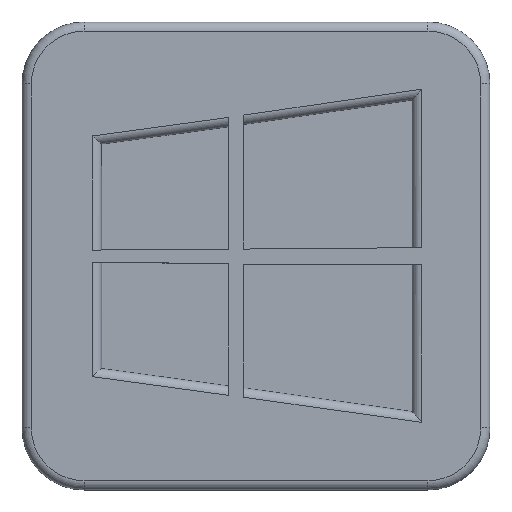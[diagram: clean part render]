
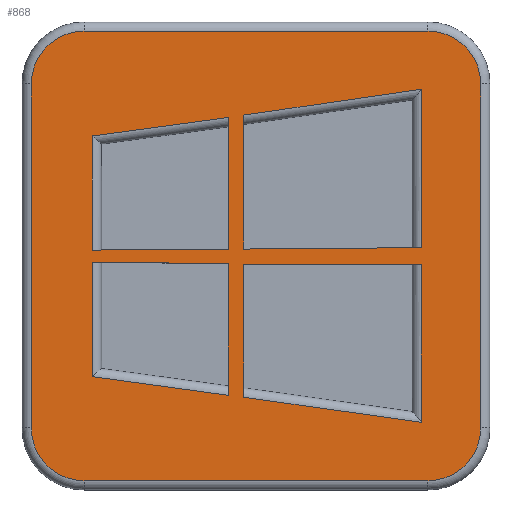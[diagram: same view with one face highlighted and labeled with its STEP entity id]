
A CAD part, top view. The second image highlights one B-rep face of the part: STEP entity #868.
In plain terms, the highlighted planar face has unit normal (0, 0, 1).
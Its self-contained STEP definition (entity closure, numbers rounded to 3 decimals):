
#19=FACE_BOUND('',#157,.T.);
#20=FACE_BOUND('',#158,.T.);
#21=FACE_BOUND('',#159,.T.);
#22=FACE_BOUND('',#160,.T.);
#60=CIRCLE('',#956,1.7);
#61=CIRCLE('',#957,1.7);
#62=CIRCLE('',#958,1.7);
#63=CIRCLE('',#959,1.7);
#102=FACE_OUTER_BOUND('',#156,.T.);
#156=EDGE_LOOP('',(#663,#664,#665,#666,#667,#668,#669,#670));
#157=EDGE_LOOP('',(#671,#672,#673,#674));
#158=EDGE_LOOP('',(#675,#676,#677,#678));
#159=EDGE_LOOP('',(#679,#680,#681,#682));
#160=EDGE_LOOP('',(#683,#684,#685,#686));
#215=LINE('',#1348,#303);
#216=LINE('',#1352,#304);
#224=LINE('',#1373,#312);
#225=LINE('',#1377,#313);
#232=LINE('',#1394,#320);
#235=LINE('',#1405,#323);
#236=LINE('',#1409,#324);
#237=LINE('',#1413,#325);
#238=LINE('',#1417,#326);
#239=LINE('',#1421,#327);
#240=LINE('',#1424,#328);
#241=LINE('',#1425,#329);
#242=LINE('',#1427,#330);
#243=LINE('',#1428,#331);
#244=LINE('',#1430,#332);
#245=LINE('',#1431,#333);
#246=LINE('',#1434,#334);
#247=LINE('',#1436,#335);
#248=LINE('',#1438,#336);
#249=LINE('',#1439,#337);
#303=VECTOR('',#1079,10.);
#304=VECTOR('',#1084,10.);
#312=VECTOR('',#1102,10.);
#313=VECTOR('',#1107,10.);
#320=VECTOR('',#1122,10.);
#323=VECTOR('',#1133,10.);
#324=VECTOR('',#1136,10.);
#325=VECTOR('',#1139,10.);
#326=VECTOR('',#1142,10.);
#327=VECTOR('',#1145,10.);
#328=VECTOR('',#1148,10.);
#329=VECTOR('',#1149,10.);
#330=VECTOR('',#1150,10.);
#331=VECTOR('',#1151,10.);
#332=VECTOR('',#1152,10.);
#333=VECTOR('',#1153,10.);
#334=VECTOR('',#1154,10.);
#335=VECTOR('',#1155,10.);
#336=VECTOR('',#1156,10.);
#337=VECTOR('',#1157,10.);
#390=VERTEX_POINT('',#1345);
#391=VERTEX_POINT('',#1347);
#392=VERTEX_POINT('',#1351);
#399=VERTEX_POINT('',#1370);
#400=VERTEX_POINT('',#1372);
#401=VERTEX_POINT('',#1376);
#406=VERTEX_POINT('',#1392);
#407=VERTEX_POINT('',#1393);
#411=VERTEX_POINT('',#1403);
#412=VERTEX_POINT('',#1407);
#413=VERTEX_POINT('',#1408);
#414=VERTEX_POINT('',#1410);
#415=VERTEX_POINT('',#1412);
#416=VERTEX_POINT('',#1414);
#417=VERTEX_POINT('',#1416);
#418=VERTEX_POINT('',#1418);
#419=VERTEX_POINT('',#1420);
#420=VERTEX_POINT('',#1423);
#421=VERTEX_POINT('',#1426);
#422=VERTEX_POINT('',#1429);
#423=VERTEX_POINT('',#1432);
#424=VERTEX_POINT('',#1433);
#425=VERTEX_POINT('',#1435);
#426=VERTEX_POINT('',#1437);
#478=EDGE_CURVE('',#390,#391,#215,.T.);
#480=EDGE_CURVE('',#391,#392,#216,.T.);
#490=EDGE_CURVE('',#399,#400,#224,.T.);
#492=EDGE_CURVE('',#400,#401,#225,.T.);
#500=EDGE_CURVE('',#406,#407,#232,.T.);
#506=EDGE_CURVE('',#411,#406,#235,.T.);
#507=EDGE_CURVE('',#412,#413,#236,.T.);
#508=EDGE_CURVE('',#414,#412,#60,.T.);
#509=EDGE_CURVE('',#415,#414,#237,.T.);
#510=EDGE_CURVE('',#416,#415,#61,.T.);
#511=EDGE_CURVE('',#417,#416,#238,.T.);
#512=EDGE_CURVE('',#418,#417,#62,.T.);
#513=EDGE_CURVE('',#419,#418,#239,.T.);
#514=EDGE_CURVE('',#413,#419,#63,.T.);
#515=EDGE_CURVE('',#390,#420,#240,.T.);
#516=EDGE_CURVE('',#420,#392,#241,.T.);
#517=EDGE_CURVE('',#399,#421,#242,.T.);
#518=EDGE_CURVE('',#421,#401,#243,.T.);
#519=EDGE_CURVE('',#422,#407,#244,.T.);
#520=EDGE_CURVE('',#411,#422,#245,.T.);
#521=EDGE_CURVE('',#423,#424,#246,.T.);
#522=EDGE_CURVE('',#424,#425,#247,.T.);
#523=EDGE_CURVE('',#426,#425,#248,.T.);
#524=EDGE_CURVE('',#423,#426,#249,.T.);
#663=ORIENTED_EDGE('',*,*,#507,.F.);
#664=ORIENTED_EDGE('',*,*,#508,.F.);
#665=ORIENTED_EDGE('',*,*,#509,.F.);
#666=ORIENTED_EDGE('',*,*,#510,.F.);
#667=ORIENTED_EDGE('',*,*,#511,.F.);
#668=ORIENTED_EDGE('',*,*,#512,.F.);
#669=ORIENTED_EDGE('',*,*,#513,.F.);
#670=ORIENTED_EDGE('',*,*,#514,.F.);
#671=ORIENTED_EDGE('',*,*,#515,.T.);
#672=ORIENTED_EDGE('',*,*,#516,.T.);
#673=ORIENTED_EDGE('',*,*,#480,.F.);
#674=ORIENTED_EDGE('',*,*,#478,.F.);
#675=ORIENTED_EDGE('',*,*,#517,.T.);
#676=ORIENTED_EDGE('',*,*,#518,.T.);
#677=ORIENTED_EDGE('',*,*,#492,.F.);
#678=ORIENTED_EDGE('',*,*,#490,.F.);
#679=ORIENTED_EDGE('',*,*,#519,.T.);
#680=ORIENTED_EDGE('',*,*,#500,.F.);
#681=ORIENTED_EDGE('',*,*,#506,.F.);
#682=ORIENTED_EDGE('',*,*,#520,.T.);
#683=ORIENTED_EDGE('',*,*,#521,.T.);
#684=ORIENTED_EDGE('',*,*,#522,.T.);
#685=ORIENTED_EDGE('',*,*,#523,.F.);
#686=ORIENTED_EDGE('',*,*,#524,.F.);
#826=PLANE('',#955);
#868=ADVANCED_FACE('',(#102,#19,#20,#21,#22),#826,.T.);
#955=AXIS2_PLACEMENT_3D('',#1406,#1134,#1135);
#956=AXIS2_PLACEMENT_3D('',#1411,#1137,#1138);
#957=AXIS2_PLACEMENT_3D('',#1415,#1140,#1141);
#958=AXIS2_PLACEMENT_3D('',#1419,#1143,#1144);
#959=AXIS2_PLACEMENT_3D('',#1422,#1146,#1147);
#1079=DIRECTION('',(0.,1.,0.));
#1084=DIRECTION('',(-0.99,-0.144,0.));
#1102=DIRECTION('',(-0.991,-0.135,0.));
#1107=DIRECTION('',(0.001,-1.,0.));
#1122=DIRECTION('',(0.991,-0.136,0.));
#1133=DIRECTION('',(0.,-1.,0.));
#1134=DIRECTION('center_axis',(0.,0.,1.));
#1135=DIRECTION('ref_axis',(1.,0.,0.));
#1136=DIRECTION('',(0.,1.,0.));
#1137=DIRECTION('center_axis',(0.,0.,-1.));
#1138=DIRECTION('ref_axis',(-0.707,-0.707,0.));
#1139=DIRECTION('',(-1.,0.,0.));
#1140=DIRECTION('center_axis',(0.,0.,-1.));
#1141=DIRECTION('ref_axis',(0.707,-0.707,0.));
#1142=DIRECTION('',(0.,-1.,0.));
#1143=DIRECTION('center_axis',(0.,0.,-1.));
#1144=DIRECTION('ref_axis',(0.707,0.707,0.));
#1145=DIRECTION('',(1.,0.,0.));
#1146=DIRECTION('center_axis',(0.,0.,-1.));
#1147=DIRECTION('ref_axis',(-0.707,0.707,0.));
#1148=DIRECTION('',(-1.,-0.008,0.));
#1149=DIRECTION('',(0.,1.,0.));
#1150=DIRECTION('',(0.,-1.,0.));
#1151=DIRECTION('',(-1.,-0.006,0.));
#1152=DIRECTION('',(0.001,-1.,0.));
#1153=DIRECTION('',(1.,-0.006,0.));
#1154=DIRECTION('',(-0.002,1.,0.));
#1155=DIRECTION('',(1.,-0.002,0.));
#1156=DIRECTION('',(0.,1.,0.));
#1157=DIRECTION('',(0.99,-0.14,0.));
#1345=CARTESIAN_POINT('',(5.339,0.268,0.));
#1347=CARTESIAN_POINT('',(5.339,5.381,0.));
#1348=CARTESIAN_POINT('',(5.339,2.517,0.));
#1351=CARTESIAN_POINT('',(-0.394,4.544,0.));
#1352=CARTESIAN_POINT('',(-0.547,4.522,0.));
#1370=CARTESIAN_POINT('',(-0.889,4.471,0.));
#1372=CARTESIAN_POINT('',(-5.286,3.872,0.));
#1373=CARTESIAN_POINT('',(-2.82,4.208,0.));
#1376=CARTESIAN_POINT('',(-5.282,0.191,0.));
#1377=CARTESIAN_POINT('',(-5.282,0.093,0.));
#1392=CARTESIAN_POINT('',(-5.283,-3.894,0.));
#1393=CARTESIAN_POINT('',(-0.887,-4.498,0.));
#1394=CARTESIAN_POINT('',(-0.776,-4.514,0.));
#1403=CARTESIAN_POINT('',(-5.283,-0.211,0.));
#1405=CARTESIAN_POINT('',(-5.283,-1.816,0.));
#1406=CARTESIAN_POINT('Origin',(0.,0.,0.));
#1407=CARTESIAN_POINT('',(-7.25,-5.55,0.));
#1408=CARTESIAN_POINT('',(-7.25,5.55,0.));
#1409=CARTESIAN_POINT('',(-7.25,-3.775,0.));
#1410=CARTESIAN_POINT('',(-5.55,-7.25,0.));
#1411=CARTESIAN_POINT('Origin',(-5.55,-5.55,0.));
#1412=CARTESIAN_POINT('',(5.55,-7.25,0.));
#1413=CARTESIAN_POINT('',(3.775,-7.25,0.));
#1414=CARTESIAN_POINT('',(7.25,-5.55,0.));
#1415=CARTESIAN_POINT('Origin',(5.55,-5.55,0.));
#1416=CARTESIAN_POINT('',(7.25,5.55,0.));
#1417=CARTESIAN_POINT('',(7.25,3.775,0.));
#1418=CARTESIAN_POINT('',(5.55,7.25,0.));
#1419=CARTESIAN_POINT('Origin',(5.55,5.55,0.));
#1420=CARTESIAN_POINT('',(-5.55,7.25,0.));
#1421=CARTESIAN_POINT('',(-3.775,7.25,0.));
#1422=CARTESIAN_POINT('Origin',(-5.55,5.55,0.));
#1423=CARTESIAN_POINT('',(-0.394,0.223,0.));
#1424=CARTESIAN_POINT('',(2.519,0.246,0.));
#1425=CARTESIAN_POINT('',(-0.394,0.111,0.));
#1426=CARTESIAN_POINT('',(-0.887,0.216,0.));
#1427=CARTESIAN_POINT('',(-0.887,2.084,0.));
#1428=CARTESIAN_POINT('',(-0.444,0.218,0.));
#1429=CARTESIAN_POINT('',(-0.89,-0.24,0.));
#1430=CARTESIAN_POINT('',(-0.89,-0.12,0.));
#1431=CARTESIAN_POINT('',(-2.492,-0.229,0.));
#1432=CARTESIAN_POINT('',(-0.393,-4.56,0.));
#1433=CARTESIAN_POINT('',(-0.401,-0.268,0.));
#1434=CARTESIAN_POINT('',(-0.398,-2.129,0.));
#1435=CARTESIAN_POINT('',(5.34,-0.277,0.));
#1436=CARTESIAN_POINT('',(-0.201,-0.268,0.));
#1437=CARTESIAN_POINT('',(5.339,-5.369,0.));
#1438=CARTESIAN_POINT('',(5.34,-0.139,0.));
#1439=CARTESIAN_POINT('',(2.179,-4.923,0.));
